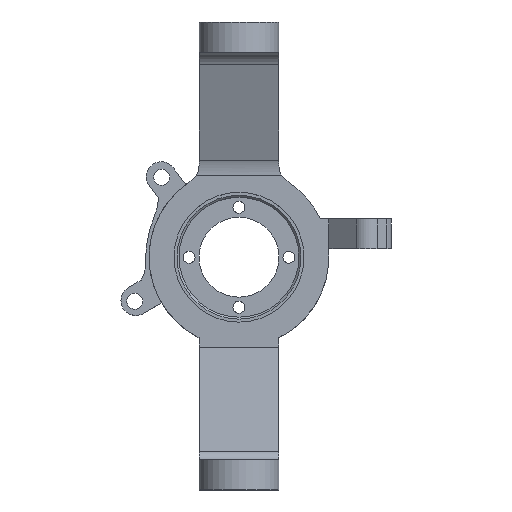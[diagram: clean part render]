
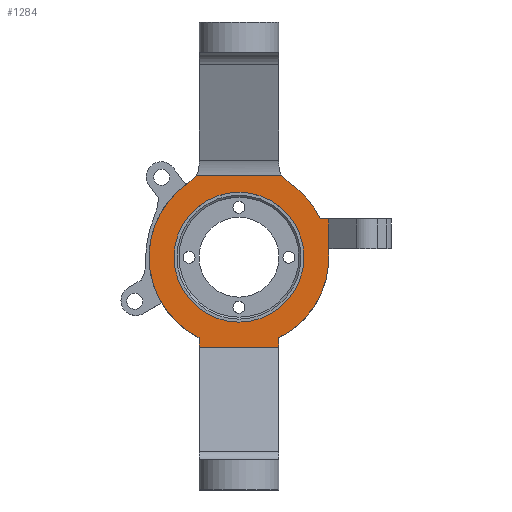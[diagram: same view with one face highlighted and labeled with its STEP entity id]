
A CAD part, top view. The second image highlights one B-rep face of the part: STEP entity #1284.
In plain terms, the highlighted planar face has unit normal (0, 0, 1).
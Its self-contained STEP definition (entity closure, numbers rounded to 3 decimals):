
#30=FACE_BOUND('',#165,.T.);
#59=PLANE('',#1377);
#93=FACE_OUTER_BOUND('',#164,.T.);
#164=EDGE_LOOP('',(#889,#890,#891,#892,#893,#894,#895,#896,#897,#898,#899,
#900));
#165=EDGE_LOOP('',(#901));
#251=LINE('',#1918,#361);
#257=LINE('',#1937,#367);
#264=LINE('',#1965,#374);
#265=LINE('',#1967,#375);
#266=LINE('',#1973,#376);
#267=LINE('',#1978,#377);
#268=LINE('',#1979,#378);
#361=VECTOR('',#1523,40.);
#367=VECTOR('',#1537,10.);
#374=VECTOR('',#1556,10.);
#375=VECTOR('',#1557,0.411);
#376=VECTOR('',#1562,42.641);
#377=VECTOR('',#1567,4.689);
#378=VECTOR('',#1568,4.689);
#473=CIRCLE('',#1375,45.);
#475=CIRCLE('',#1378,45.);
#476=CIRCLE('',#1379,10.);
#477=CIRCLE('',#1380,10.);
#478=CIRCLE('',#1381,45.);
#479=CIRCLE('',#1382,32.5);
#541=VERTEX_POINT('',#1915);
#542=VERTEX_POINT('',#1917);
#550=VERTEX_POINT('',#1934);
#551=VERTEX_POINT('',#1936);
#556=VERTEX_POINT('',#1950);
#559=VERTEX_POINT('',#1964);
#560=VERTEX_POINT('',#1966);
#561=VERTEX_POINT('',#1968);
#562=VERTEX_POINT('',#1970);
#563=VERTEX_POINT('',#1972);
#564=VERTEX_POINT('',#1974);
#565=VERTEX_POINT('',#1976);
#566=VERTEX_POINT('',#1980);
#671=EDGE_CURVE('',#542,#541,#251,.T.);
#680=EDGE_CURVE('',#550,#551,#257,.T.);
#687=EDGE_CURVE('',#556,#551,#473,.T.);
#691=EDGE_CURVE('',#550,#559,#264,.T.);
#692=EDGE_CURVE('',#559,#560,#265,.T.);
#693=EDGE_CURVE('',#560,#561,#475,.T.);
#694=EDGE_CURVE('',#561,#562,#476,.F.);
#695=EDGE_CURVE('',#562,#563,#266,.F.);
#696=EDGE_CURVE('',#563,#564,#477,.F.);
#697=EDGE_CURVE('',#564,#565,#478,.T.);
#698=EDGE_CURVE('',#542,#565,#267,.T.);
#699=EDGE_CURVE('',#541,#556,#268,.T.);
#700=EDGE_CURVE('',#566,#566,#479,.T.);
#889=ORIENTED_EDGE('',*,*,#680,.F.);
#890=ORIENTED_EDGE('',*,*,#691,.T.);
#891=ORIENTED_EDGE('',*,*,#692,.T.);
#892=ORIENTED_EDGE('',*,*,#693,.T.);
#893=ORIENTED_EDGE('',*,*,#694,.T.);
#894=ORIENTED_EDGE('',*,*,#695,.T.);
#895=ORIENTED_EDGE('',*,*,#696,.T.);
#896=ORIENTED_EDGE('',*,*,#697,.T.);
#897=ORIENTED_EDGE('',*,*,#698,.F.);
#898=ORIENTED_EDGE('',*,*,#671,.T.);
#899=ORIENTED_EDGE('',*,*,#699,.T.);
#900=ORIENTED_EDGE('',*,*,#687,.T.);
#901=ORIENTED_EDGE('',*,*,#700,.F.);
#1284=ADVANCED_FACE('',(#93,#30),#59,.F.);
#1375=AXIS2_PLACEMENT_3D('',#1951,#1549,#1550);
#1377=AXIS2_PLACEMENT_3D('',#1963,#1554,#1555);
#1378=AXIS2_PLACEMENT_3D('',#1969,#1558,#1559);
#1379=AXIS2_PLACEMENT_3D('',#1971,#1560,#1561);
#1380=AXIS2_PLACEMENT_3D('',#1975,#1563,#1564);
#1381=AXIS2_PLACEMENT_3D('',#1977,#1565,#1566);
#1382=AXIS2_PLACEMENT_3D('',#1981,#1569,#1570);
#1523=DIRECTION('',(1.,0.,0.));
#1537=DIRECTION('',(-1.,0.,0.));
#1549=DIRECTION('center_axis',(0.,0.,1.));
#1550=DIRECTION('ref_axis',(1.,0.,0.));
#1554=DIRECTION('center_axis',(0.,0.,-1.));
#1555=DIRECTION('ref_axis',(-1.,0.,0.));
#1556=DIRECTION('',(0.,1.,0.));
#1557=DIRECTION('',(-1.,0.,0.));
#1558=DIRECTION('center_axis',(0.,0.,1.));
#1559=DIRECTION('ref_axis',(1.,0.,0.));
#1560=DIRECTION('center_axis',(0.,0.,1.));
#1561=DIRECTION('ref_axis',(1.,0.,0.));
#1562=DIRECTION('',(1.,0.,0.));
#1563=DIRECTION('center_axis',(0.,0.,1.));
#1564=DIRECTION('ref_axis',(1.,0.,0.));
#1565=DIRECTION('center_axis',(0.,0.,1.));
#1566=DIRECTION('ref_axis',(1.,0.,0.));
#1567=DIRECTION('',(0.,1.,0.));
#1568=DIRECTION('',(0.,1.,0.));
#1569=DIRECTION('center_axis',(0.,0.,1.));
#1570=DIRECTION('ref_axis',(1.,0.,0.));
#1915=CARTESIAN_POINT('',(20.,-45.,20.));
#1917=CARTESIAN_POINT('',(-20.,-45.,20.));
#1918=CARTESIAN_POINT('',(-20.,-45.,20.));
#1934=CARTESIAN_POINT('',(45.,4.185,20.));
#1936=CARTESIAN_POINT('',(44.805,4.185,20.));
#1937=CARTESIAN_POINT('',(-10.,4.185,20.));
#1950=CARTESIAN_POINT('',(20.,-40.311,20.));
#1951=CARTESIAN_POINT('Origin',(0.,0.,20.));
#1963=CARTESIAN_POINT('Origin',(-20.,0.,20.));
#1964=CARTESIAN_POINT('',(45.,19.185,20.));
#1965=CARTESIAN_POINT('',(45.,2.093,20.));
#1966=CARTESIAN_POINT('',(40.705,19.185,20.));
#1967=CARTESIAN_POINT('',(41.116,19.185,20.));
#1968=CARTESIAN_POINT('',(24.545,37.716,20.));
#1969=CARTESIAN_POINT('Origin',(0.,0.,20.));
#1970=CARTESIAN_POINT('',(21.32,41.131,20.));
#1971=CARTESIAN_POINT('Origin',(30.,46.098,20.));
#1972=CARTESIAN_POINT('',(-21.32,41.131,20.));
#1973=CARTESIAN_POINT('',(-21.32,41.131,20.));
#1974=CARTESIAN_POINT('',(-24.545,37.716,20.));
#1975=CARTESIAN_POINT('Origin',(-30.,46.098,20.));
#1976=CARTESIAN_POINT('',(-20.,-40.311,20.));
#1977=CARTESIAN_POINT('Origin',(0.,0.,20.));
#1978=CARTESIAN_POINT('',(-20.,-45.,20.));
#1979=CARTESIAN_POINT('',(20.,-45.,20.));
#1980=CARTESIAN_POINT('',(-32.5,0.,20.));
#1981=CARTESIAN_POINT('Origin',(0.,0.,20.));
